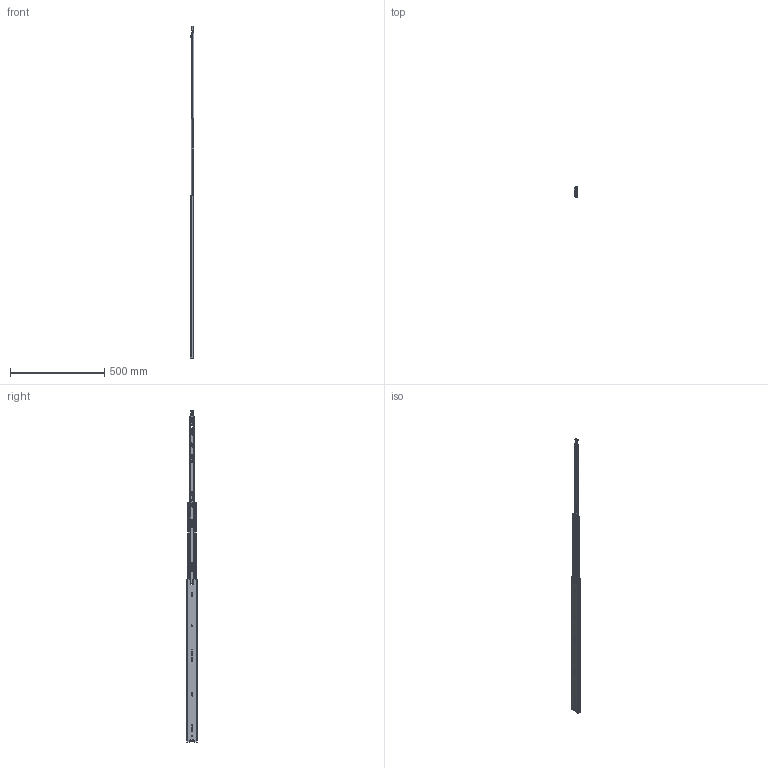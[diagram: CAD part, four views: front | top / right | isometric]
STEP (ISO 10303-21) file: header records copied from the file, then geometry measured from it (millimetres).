
FILE_DESCRIPTION (( 'STEP AP214' ), '1' );
FILE_NAME ('FR_5609_SL.0864mm_34inch_open_left.STEP', '2022-10-27T05:30:22', ( '' ), ( '' ), 'SwSTEP 2.0', 'SolidWorks 2020', '' );
FILE_SCHEMA (( 'AUTOMOTIVE_DESIGN' ));
Length unit declared in the file: millimetre
Products named in the file (13): 5609.XXX-03.T058_NL 34; Middle Lock; 5609.XXX-01.T058_NL 34; Spring Lever; FR_5609_SL.0864mm_34inch_open_left; Middle Stop; Drawer Lock; 5609.XXX-02.T058_NL 34; Locking Handle; Detent; 5609.XXX-02.T058_NL 34 open
Assembly tree (12 placements, depth 3):
  FR_5609_SL.0864mm_34inch_open_left
    5609.XXX-01.T058_NL 34
      5609.XXX-01.T058_NL 34
      Detent
    5609.XXX-02.T058_NL 34 open
      5609.XXX-02.T058_NL 34
      Middle Stop
      Middle Lock
    5609.XXX-03.T058_NL 34
      5609.XXX-03.T058_NL 34
      Locking Handle
      Spring Lever
      Drawer Lock
Bounding box: 19.1 x 55.98 x 1760.27 mm (x, y, z)
Volume: 319363.1 mm3; surface area: 374295.7 mm2
Topology: 10 solids, 10 shells, 1802 faces, 4811 edges, 3009 vertices
Faces by surface type: cylinder 864, plane 530, cone 224, bspline 184
Entity records: 64634 total; most frequent: CARTESIAN_POINT 20588, ORIENTED_EDGE 9594, DIRECTION 8790, EDGE_CURVE 4797, AXIS2_PLACEMENT_3D 3329, VERTEX_POINT 3009, LINE 2132, VECTOR 2132
